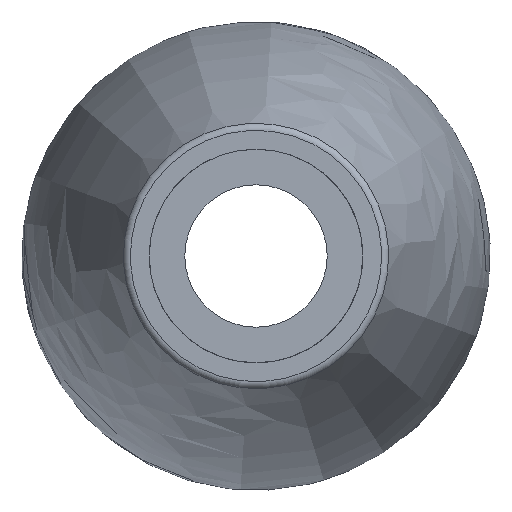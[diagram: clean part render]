
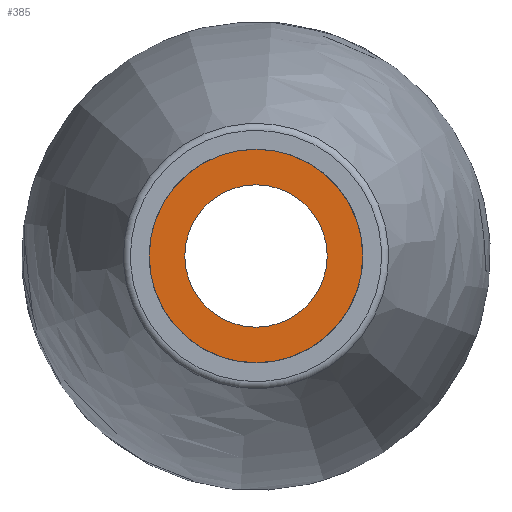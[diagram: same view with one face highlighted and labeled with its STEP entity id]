
A CAD part, left-side view. The second image highlights one B-rep face of the part: STEP entity #385.
In plain terms, the highlighted planar face has unit normal (-1, 0, 0).
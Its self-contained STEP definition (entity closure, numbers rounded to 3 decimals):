
#26 = EDGE_CURVE ( 'NONE', #576, #576, #422, .T. ) ;
#52 = DIRECTION ( 'NONE',  ( 0., 0., 1. ) ) ;
#114 = DIRECTION ( 'NONE',  ( 1., 0., 0. ) ) ;
#181 = AXIS2_PLACEMENT_3D ( 'NONE', #186, #398, #452 ) ;
#186 = CARTESIAN_POINT ( 'NONE',  ( -32.894, 24.396, -9.202 ) ) ;
#203 = CIRCLE ( 'NONE', #672, 3.618 ) ;
#218 = DIRECTION ( 'NONE',  ( -1., 0., 0. ) ) ;
#235 = VERTEX_POINT ( 'NONE', #336 ) ;
#330 = CARTESIAN_POINT ( 'NONE',  ( -32.894, 24.396, -9.202 ) ) ;
#336 = CARTESIAN_POINT ( 'NONE',  ( -32.894, 24.396, -5.584 ) ) ;
#364 = EDGE_LOOP ( 'NONE', ( #663 ) ) ;
#385 = ADVANCED_FACE ( 'NONE', ( #518, #661 ), #486, .F. ) ;
#393 = ORIENTED_EDGE ( 'NONE', *, *, #26, .F. ) ;
#398 = DIRECTION ( 'NONE',  ( -1., 0., 0. ) ) ;
#422 = CIRCLE ( 'NONE', #181, 2.413 ) ;
#423 = AXIS2_PLACEMENT_3D ( 'NONE', #330, #114, #516 ) ;
#452 = DIRECTION ( 'NONE',  ( 0., 0., 1. ) ) ;
#469 = CARTESIAN_POINT ( 'NONE',  ( -32.894, 24.396, -6.789 ) ) ;
#486 = PLANE ( 'NONE',  #423 ) ;
#516 = DIRECTION ( 'NONE',  ( 0., 0., -1. ) ) ;
#517 = EDGE_LOOP ( 'NONE', ( #393 ) ) ;
#518 = FACE_BOUND ( 'NONE', #517, .T. ) ;
#576 = VERTEX_POINT ( 'NONE', #469 ) ;
#607 = EDGE_CURVE ( 'NONE', #235, #235, #203, .T. ) ;
#615 = CARTESIAN_POINT ( 'NONE',  ( -32.894, 24.396, -9.202 ) ) ;
#661 = FACE_OUTER_BOUND ( 'NONE', #364, .T. ) ;
#663 = ORIENTED_EDGE ( 'NONE', *, *, #607, .T. ) ;
#672 = AXIS2_PLACEMENT_3D ( 'NONE', #615, #218, #52 ) ;
